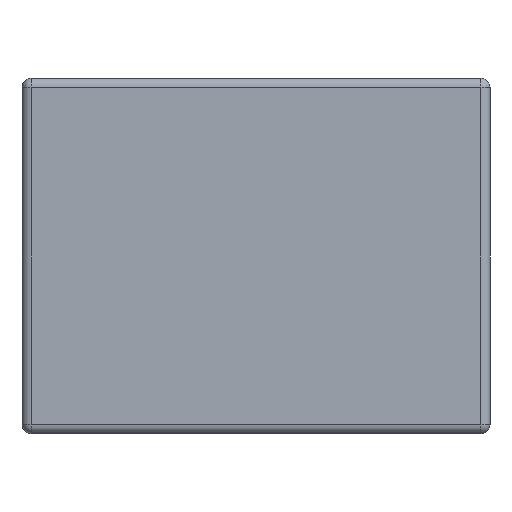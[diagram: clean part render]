
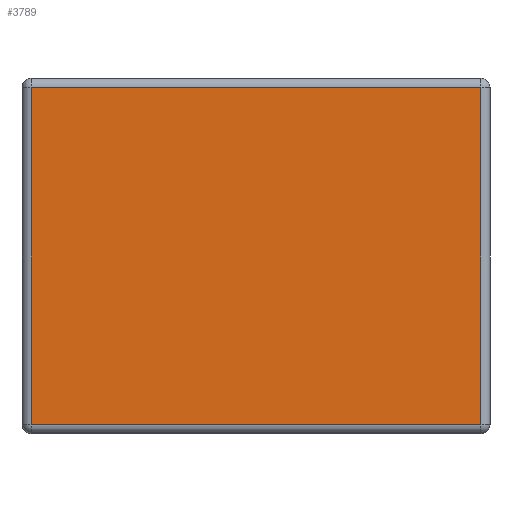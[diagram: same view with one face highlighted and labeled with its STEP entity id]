
A CAD part, left-side view. The second image highlights one B-rep face of the part: STEP entity #3789.
In plain terms, the highlighted planar face has unit normal (-1, 0, 0).
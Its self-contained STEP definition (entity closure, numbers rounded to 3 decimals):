
#34 = DIRECTION ( 'NONE',  ( -1., 0., 0. ) ) ;
#39 = CARTESIAN_POINT ( 'NONE',  ( -1., 0.6, 0. ) ) ;
#274 = DIRECTION ( 'NONE',  ( 0., 0., -1. ) ) ;
#394 = CARTESIAN_POINT ( 'NONE',  ( -1., 0., 0.95 ) ) ;
#432 = EDGE_CURVE ( 'NONE', #2223, #3419, #1963, .T. ) ;
#603 = ORIENTED_EDGE ( 'NONE', *, *, #1946, .T. ) ;
#677 = DIRECTION ( 'NONE',  ( 0., 0., 1. ) ) ;
#904 = LINE ( 'NONE', #39, #1376 ) ;
#909 = CARTESIAN_POINT ( 'NONE',  ( -1., -0.625, 0.025 ) ) ;
#917 = DIRECTION ( 'NONE',  ( 0., 0., 1. ) ) ;
#963 = PLANE ( 'NONE',  #3226 ) ;
#1338 = CARTESIAN_POINT ( 'NONE',  ( -1., -0.6, 0.925 ) ) ;
#1376 = VECTOR ( 'NONE', #274, 1000. ) ;
#1399 = VECTOR ( 'NONE', #917, 1000. ) ;
#1412 = CARTESIAN_POINT ( 'NONE',  ( -1., -0.6, 0.025 ) ) ;
#1502 = LINE ( 'NONE', #3446, #1399 ) ;
#1698 = CARTESIAN_POINT ( 'NONE',  ( -1., 0., 0.925 ) ) ;
#1929 = FACE_OUTER_BOUND ( 'NONE', #2207, .T. ) ;
#1946 = EDGE_CURVE ( 'NONE', #3173, #2223, #1502, .T. ) ;
#1963 = LINE ( 'NONE', #1698, #2733 ) ;
#2162 = ORIENTED_EDGE ( 'NONE', *, *, #432, .T. ) ;
#2180 = DIRECTION ( 'NONE',  ( 0., -1., 0. ) ) ;
#2207 = EDGE_LOOP ( 'NONE', ( #2162, #3560, #3906, #603 ) ) ;
#2223 = VERTEX_POINT ( 'NONE', #1338 ) ;
#2450 = EDGE_CURVE ( 'NONE', #3786, #3173, #3766, .T. ) ;
#2651 = EDGE_CURVE ( 'NONE', #3419, #3786, #904, .T. ) ;
#2733 = VECTOR ( 'NONE', #2973, 1000. ) ;
#2973 = DIRECTION ( 'NONE',  ( 0., 1., 0. ) ) ;
#3173 = VERTEX_POINT ( 'NONE', #1412 ) ;
#3226 = AXIS2_PLACEMENT_3D ( 'NONE', #394, #34, #677 ) ;
#3419 = VERTEX_POINT ( 'NONE', #3569 ) ;
#3446 = CARTESIAN_POINT ( 'NONE',  ( -1., -0.6, 0.95 ) ) ;
#3535 = CARTESIAN_POINT ( 'NONE',  ( -1., 0.6, 0.025 ) ) ;
#3560 = ORIENTED_EDGE ( 'NONE', *, *, #2651, .T. ) ;
#3569 = CARTESIAN_POINT ( 'NONE',  ( -1., 0.6, 0.925 ) ) ;
#3642 = VECTOR ( 'NONE', #2180, 1000. ) ;
#3766 = LINE ( 'NONE', #909, #3642 ) ;
#3786 = VERTEX_POINT ( 'NONE', #3535 ) ;
#3789 = ADVANCED_FACE ( 'NONE', ( #1929 ), #963, .T. ) ;
#3906 = ORIENTED_EDGE ( 'NONE', *, *, #2450, .T. ) ;
